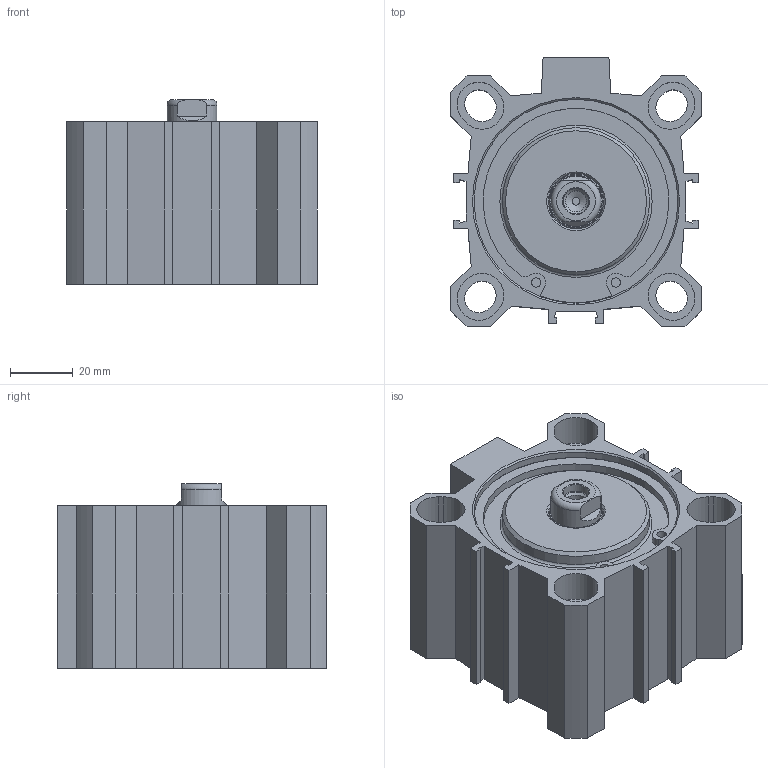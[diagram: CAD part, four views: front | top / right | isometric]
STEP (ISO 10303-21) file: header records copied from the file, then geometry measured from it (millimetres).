
FILE_DESCRIPTION((''),'2;1');
FILE_NAME('FSR063.015.GS.F.stp','2014-06-19T17:00:44',('carlo.corazza'),(''),'Autodesk Inventor 2012','Autodesk Inventor 2012','');
FILE_SCHEMA(('AUTOMOTIVE_DESIGN { 1 0 10303 214 1 1 1 1 }'));
Length unit declared in the file: millimetre
Products named in the file (5): FSR063..GS.F; CORPO-015; STELO-015; TA; TP
Assembly tree (4 placements, depth 2):
  FSR063..GS.F
    CORPO-015
    STELO-015
    TA
    TP
Bounding box: 80 x 86 x 59 mm (x, y, z)
Volume: 129274.1 mm3; surface area: 66949 mm2
Topology: 4 solids, 4 shells, 238 faces, 584 edges, 375 vertices
Faces by surface type: plane 129, cylinder 68, cone 30, torus 11
Full cylindrical faces by diameter (mm): 3 x4, 3.2 x2, 6.647 x2, 8.25 x1, 8.566 x2, 16 x1, 16.54 x1, 17.7 x1, 18 x1, 20.32 x1, 20.5 x1, 47 x2, 63 x1, 64.7 x4, 65.1 x2, 68.2 x2
Entity records: 7081 total; most frequent: CARTESIAN_POINT 1249, DIRECTION 1166, ORIENTED_EDGE 1010, EDGE_CURVE 505, AXIS2_PLACEMENT_3D 424, VERTEX_POINT 363, EDGE_LOOP 344, VECTOR 318
